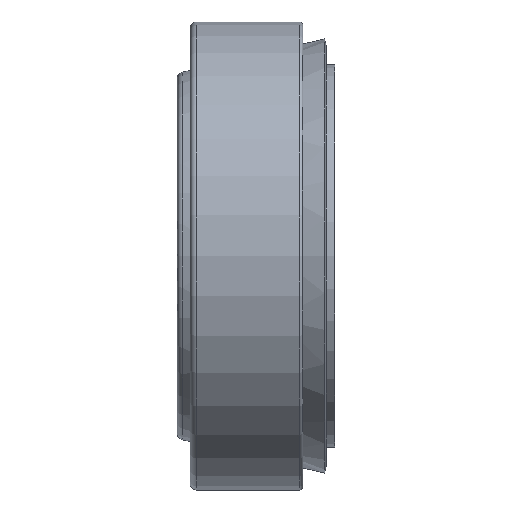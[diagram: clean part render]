
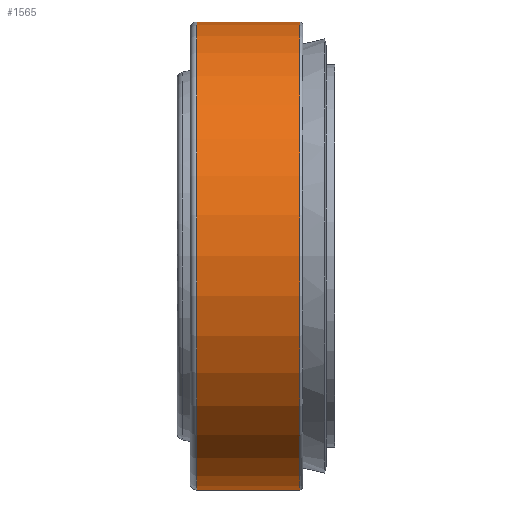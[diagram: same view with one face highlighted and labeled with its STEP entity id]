
A CAD part, top view. The second image highlights one B-rep face of the part: STEP entity #1565.
In plain terms, the highlighted cylindrical face has radius 55 mm (diameter 110 mm), a partial arc.
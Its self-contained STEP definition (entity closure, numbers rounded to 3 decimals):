
#1565=ADVANCED_FACE('',(#3121),#3122,.T.);
#3121=FACE_OUTER_BOUND('',#4691,.T.);
#3122=CYLINDRICAL_SURFACE('',#4692,55.0);
#4691=EDGE_LOOP('',(#8945,#8946,#8947,#8948));
#4692=AXIS2_PLACEMENT_3D('',#8949,#8950,#8951);
#8945=ORIENTED_EDGE('',*,*,#9943,.T.);
#8946=ORIENTED_EDGE('',*,*,#10623,.F.);
#8947=ORIENTED_EDGE('',*,*,#9945,.T.);
#8948=ORIENTED_EDGE('',*,*,#10621,.T.);
#8949=CARTESIAN_POINT('',(13.63,0.0,0.0));
#8950=DIRECTION('',(1.0,0.0,0.0));
#8951=DIRECTION('',(0.0,1.0,0.));
#9943=EDGE_CURVE('',#12046,#12037,#12047,.T.);
#9945=EDGE_CURVE('',#12040,#12048,#12050,.T.);
#10621=EDGE_CURVE('',#12048,#12046,#13052,.T.);
#10623=EDGE_CURVE('',#12040,#12037,#13054,.T.);
#12037=VERTEX_POINT('',#14980);
#12040=VERTEX_POINT('',#14983);
#12046=VERTEX_POINT('',#14989);
#12047=LINE('',#14990,#14991);
#12048=VERTEX_POINT('',#14992);
#12050=LINE('',#14994,#14995);
#13052=CIRCLE('',#16447,55.0);
#13054=CIRCLE('',#16449,55.0);
#14980=CARTESIAN_POINT('',(1.52,55.0,0.));
#14983=CARTESIAN_POINT('',(1.52,-55.0,0.));
#14989=CARTESIAN_POINT('',(25.74,55.0,0.));
#14990=CARTESIAN_POINT('',(13.63,55.0,0.));
#14991=VECTOR('',#17432,1.0);
#14992=CARTESIAN_POINT('',(25.74,-55.0,0.));
#14994=CARTESIAN_POINT('',(13.63,-55.0,0.));
#14995=VECTOR('',#17436,1.0);
#16447=AXIS2_PLACEMENT_3D('',#18010,#18011,#18012);
#16449=AXIS2_PLACEMENT_3D('',#18013,#18014,#18015);
#17432=DIRECTION('',(-1.0,0.0,0.0));
#17436=DIRECTION('',(1.0,0.0,0.0));
#18010=CARTESIAN_POINT('',(25.74,0.0,0.0));
#18011=DIRECTION('',(-1.0,0.0,0.0));
#18012=DIRECTION('',(0.0,1.0,0.));
#18013=CARTESIAN_POINT('',(1.52,0.0,0.0));
#18014=DIRECTION('',(-1.0,0.0,0.0));
#18015=DIRECTION('',(0.0,1.0,0.));
